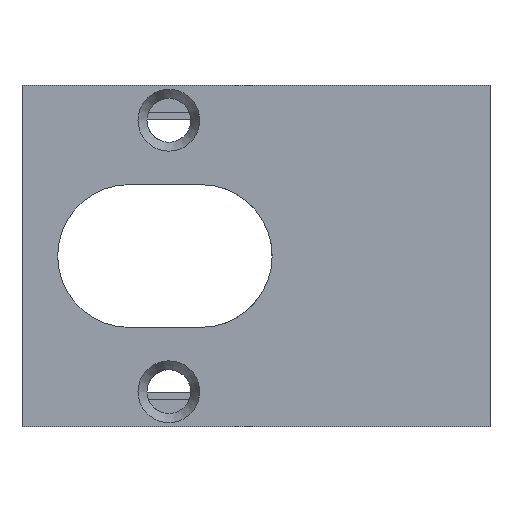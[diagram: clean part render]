
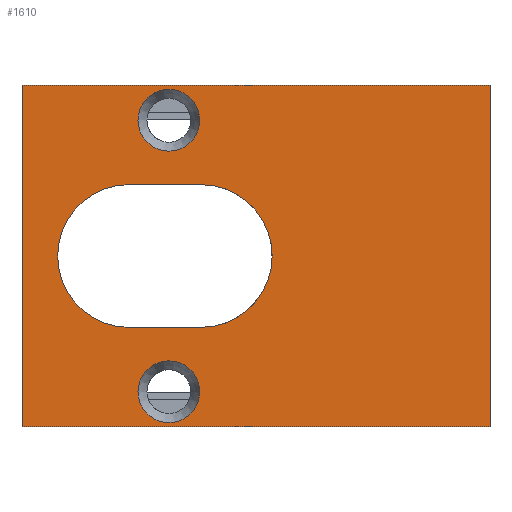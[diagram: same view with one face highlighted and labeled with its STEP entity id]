
A CAD part, front view. The second image highlights one B-rep face of the part: STEP entity #1610.
In plain terms, the highlighted planar face has unit normal (0, -1, 0).
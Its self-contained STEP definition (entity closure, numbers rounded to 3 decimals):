
#20=FACE_BOUND('',#259,.T.);
#21=FACE_BOUND('',#260,.T.);
#22=FACE_BOUND('',#261,.T.);
#70=CIRCLE('',#1754,1.73);
#73=CIRCLE('',#1758,1.73);
#74=CIRCLE('',#1759,4.);
#75=CIRCLE('',#1760,4.);
#176=FACE_OUTER_BOUND('',#258,.T.);
#258=EDGE_LOOP('',(#1342,#1343,#1344,#1345));
#259=EDGE_LOOP('',(#1346));
#260=EDGE_LOOP('',(#1347,#1348,#1349,#1350));
#261=EDGE_LOOP('',(#1351));
#347=LINE('',#2448,#512);
#403=LINE('',#2583,#568);
#420=LINE('',#2623,#585);
#428=LINE('',#2649,#593);
#429=LINE('',#2656,#594);
#430=LINE('',#2659,#595);
#512=VECTOR('',#1940,10.);
#568=VECTOR('',#2070,10.);
#585=VECTOR('',#2119,10.);
#593=VECTOR('',#2149,10.);
#594=VECTOR('',#2154,10.);
#595=VECTOR('',#2157,10.);
#690=VERTEX_POINT('',#2445);
#691=VERTEX_POINT('',#2447);
#733=VERTEX_POINT('',#2582);
#740=VERTEX_POINT('',#2622);
#745=VERTEX_POINT('',#2641);
#748=VERTEX_POINT('',#2650);
#749=VERTEX_POINT('',#2652);
#750=VERTEX_POINT('',#2653);
#751=VERTEX_POINT('',#2655);
#752=VERTEX_POINT('',#2657);
#859=EDGE_CURVE('',#691,#690,#347,.T.);
#928=EDGE_CURVE('',#733,#691,#403,.T.);
#948=EDGE_CURVE('',#740,#733,#420,.T.);
#958=EDGE_CURVE('',#745,#745,#70,.T.);
#962=EDGE_CURVE('',#740,#690,#428,.T.);
#963=EDGE_CURVE('',#748,#748,#73,.T.);
#964=EDGE_CURVE('',#749,#750,#74,.T.);
#965=EDGE_CURVE('',#751,#749,#429,.T.);
#966=EDGE_CURVE('',#751,#752,#75,.T.);
#967=EDGE_CURVE('',#752,#750,#430,.T.);
#1342=ORIENTED_EDGE('',*,*,#948,.T.);
#1343=ORIENTED_EDGE('',*,*,#928,.T.);
#1344=ORIENTED_EDGE('',*,*,#859,.T.);
#1345=ORIENTED_EDGE('',*,*,#962,.F.);
#1346=ORIENTED_EDGE('',*,*,#963,.F.);
#1347=ORIENTED_EDGE('',*,*,#964,.F.);
#1348=ORIENTED_EDGE('',*,*,#965,.F.);
#1349=ORIENTED_EDGE('',*,*,#966,.T.);
#1350=ORIENTED_EDGE('',*,*,#967,.T.);
#1351=ORIENTED_EDGE('',*,*,#958,.F.);
#1543=PLANE('',#1757);
#1610=ADVANCED_FACE('',(#176,#20,#21,#22),#1543,.T.);
#1754=AXIS2_PLACEMENT_3D('',#2642,#2140,#2141);
#1757=AXIS2_PLACEMENT_3D('',#2648,#2147,#2148);
#1758=AXIS2_PLACEMENT_3D('',#2651,#2150,#2151);
#1759=AXIS2_PLACEMENT_3D('',#2654,#2152,#2153);
#1760=AXIS2_PLACEMENT_3D('',#2658,#2155,#2156);
#1940=DIRECTION('',(-1.,0.,0.));
#2070=DIRECTION('',(0.,0.,1.));
#2119=DIRECTION('',(1.,0.,0.));
#2140=DIRECTION('center_axis',(0.,-1.,0.));
#2141=DIRECTION('ref_axis',(-1.,0.,0.));
#2147=DIRECTION('center_axis',(0.,-1.,0.));
#2148=DIRECTION('ref_axis',(0.,0.,-1.));
#2149=DIRECTION('',(0.,0.,1.));
#2150=DIRECTION('center_axis',(0.,-1.,0.));
#2151=DIRECTION('ref_axis',(-1.,0.,0.));
#2152=DIRECTION('center_axis',(0.,-1.,0.));
#2153=DIRECTION('ref_axis',(-0.707,0.,0.707));
#2154=DIRECTION('',(-1.,0.,0.));
#2155=DIRECTION('center_axis',(0.,1.,0.));
#2156=DIRECTION('ref_axis',(-1.,0.,0.));
#2157=DIRECTION('',(-1.,0.,0.));
#2445=CARTESIAN_POINT('',(-13.56,-5.,9.55));
#2447=CARTESIAN_POINT('',(12.65,-5.,9.55));
#2448=CARTESIAN_POINT('',(13.05,-5.,9.55));
#2582=CARTESIAN_POINT('',(12.65,-5.,-9.55));
#2583=CARTESIAN_POINT('',(12.65,-5.,-9.55));
#2622=CARTESIAN_POINT('',(-13.56,-5.,-9.55));
#2623=CARTESIAN_POINT('',(-13.05,-5.,-9.55));
#2641=CARTESIAN_POINT('',(-3.606,-5.,-7.6));
#2642=CARTESIAN_POINT('Origin',(-5.335,-5.,-7.6));
#2648=CARTESIAN_POINT('Origin',(0.,-5.,0.));
#2649=CARTESIAN_POINT('',(-13.56,-5.,-9.55));
#2650=CARTESIAN_POINT('',(-3.606,-5.,7.6));
#2651=CARTESIAN_POINT('Origin',(-5.335,-5.,7.6));
#2652=CARTESIAN_POINT('',(-7.56,-5.,4.));
#2653=CARTESIAN_POINT('',(-7.56,-5.,-4.));
#2654=CARTESIAN_POINT('Origin',(-7.56,-5.,0.));
#2655=CARTESIAN_POINT('',(-3.55,-5.,4.));
#2656=CARTESIAN_POINT('',(-9.65,-5.,4.));
#2657=CARTESIAN_POINT('',(-3.55,-5.,-4.));
#2658=CARTESIAN_POINT('Origin',(-3.55,-5.,0.));
#2659=CARTESIAN_POINT('',(-9.65,-5.,-4.));
